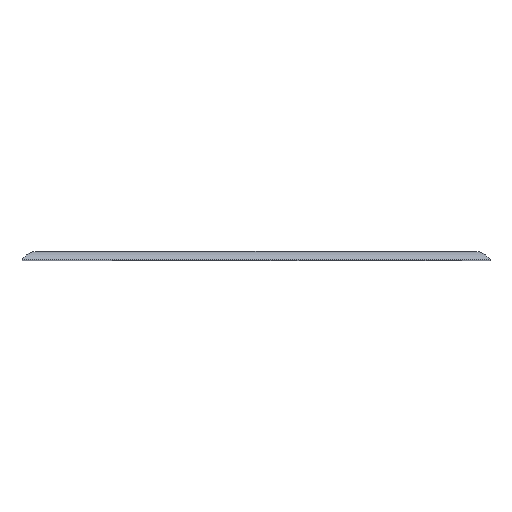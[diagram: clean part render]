
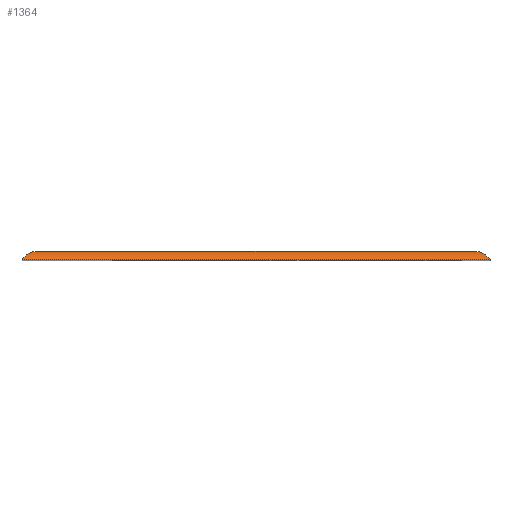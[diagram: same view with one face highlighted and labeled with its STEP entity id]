
A CAD part, top view. The second image highlights one B-rep face of the part: STEP entity #1364.
In plain terms, the highlighted cylindrical face has radius 3 mm (diameter 6 mm), a partial arc.
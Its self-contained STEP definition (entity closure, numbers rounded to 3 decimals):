
#39=ELLIPSE('',#1445,4.243,3.);
#40=ELLIPSE('',#1447,4.243,3.);
#102=CYLINDRICAL_SURFACE('',#1446,3.);
#158=FACE_OUTER_BOUND('',#228,.T.);
#228=EDGE_LOOP('',(#954,#955,#956,#957));
#328=LINE('',#2546,#460);
#329=LINE('',#2549,#461);
#460=VECTOR('',#1603,3.);
#461=VECTOR('',#1606,10.);
#594=VERTEX_POINT('',#2539);
#595=VERTEX_POINT('',#2541);
#596=VERTEX_POINT('',#2545);
#597=VERTEX_POINT('',#2547);
#739=EDGE_CURVE('',#594,#595,#39,.T.);
#741=EDGE_CURVE('',#594,#596,#328,.T.);
#742=EDGE_CURVE('',#596,#597,#40,.T.);
#743=EDGE_CURVE('',#595,#597,#329,.T.);
#954=ORIENTED_EDGE('',*,*,#741,.T.);
#955=ORIENTED_EDGE('',*,*,#742,.T.);
#956=ORIENTED_EDGE('',*,*,#743,.F.);
#957=ORIENTED_EDGE('',*,*,#739,.F.);
#1364=ADVANCED_FACE('',(#158),#102,.T.);
#1445=AXIS2_PLACEMENT_3D('',#2542,#1598,#1599);
#1446=AXIS2_PLACEMENT_3D('',#2544,#1601,#1602);
#1447=AXIS2_PLACEMENT_3D('',#2548,#1604,#1605);
#1598=DIRECTION('center_axis',(0.707,0.,-0.707));
#1599=DIRECTION('ref_axis',(-0.707,0.,-0.707));
#1601=DIRECTION('center_axis',(-1.,0.,0.));
#1602=DIRECTION('ref_axis',(0.,0.5,0.866));
#1603=DIRECTION('',(-1.,0.,0.));
#1604=DIRECTION('center_axis',(0.707,0.,0.707));
#1605=DIRECTION('ref_axis',(0.707,0.,-0.707));
#1606=DIRECTION('',(-1.,0.,0.));
#2539=CARTESIAN_POINT('',(67.537,1.5,52.587));
#2541=CARTESIAN_POINT('',(70.135,0.,55.185));
#2542=CARTESIAN_POINT('Origin',(67.537,-1.5,52.587));
#2544=CARTESIAN_POINT('Origin',(70.135,-1.5,52.587));
#2545=CARTESIAN_POINT('',(-11.067,1.5,52.587));
#2546=CARTESIAN_POINT('',(70.135,1.5,52.587));
#2547=CARTESIAN_POINT('',(-13.665,0.,55.185));
#2548=CARTESIAN_POINT('Origin',(-11.067,-1.5,52.587));
#2549=CARTESIAN_POINT('',(70.135,0.,55.185));
